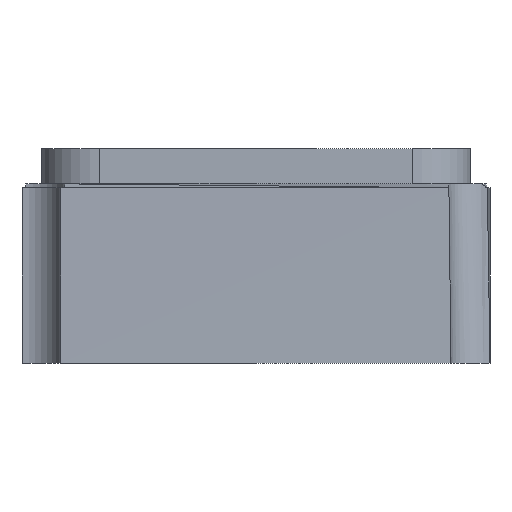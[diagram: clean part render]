
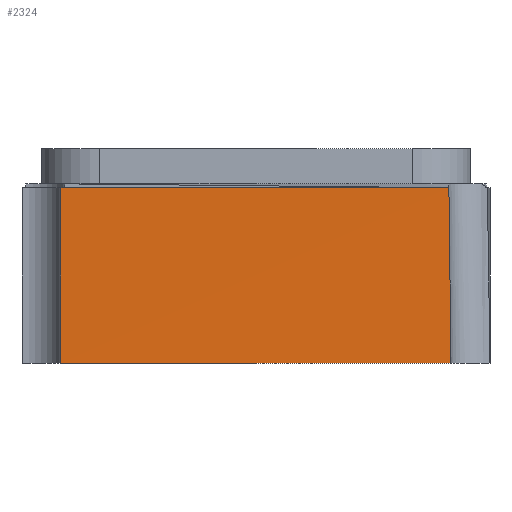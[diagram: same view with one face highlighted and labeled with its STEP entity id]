
A CAD part, left-side view. The second image highlights one B-rep face of the part: STEP entity #2324.
In plain terms, the highlighted planar face has unit normal (-1, 0, 0).
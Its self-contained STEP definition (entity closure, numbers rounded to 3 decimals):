
#143=LINE('',#3668,#237);
#147=LINE('',#3678,#241);
#148=LINE('',#3680,#242);
#149=LINE('',#3682,#243);
#237=VECTOR('',#2714,1000.);
#241=VECTOR('',#2724,1000.);
#242=VECTOR('',#2727,1000.);
#243=VECTOR('',#2728,1000.);
#708=ORIENTED_EDGE('',*,*,#974,.T.);
#709=ORIENTED_EDGE('',*,*,#973,.F.);
#710=ORIENTED_EDGE('',*,*,#968,.F.);
#711=ORIENTED_EDGE('',*,*,#975,.T.);
#968=EDGE_CURVE('',#1140,#1129,#143,.T.);
#973=EDGE_CURVE('',#1129,#1143,#147,.T.);
#974=EDGE_CURVE('',#1144,#1143,#148,.T.);
#975=EDGE_CURVE('',#1140,#1144,#149,.T.);
#1129=VERTEX_POINT('',#3630);
#1140=VERTEX_POINT('',#3667);
#1143=VERTEX_POINT('',#3677);
#1144=VERTEX_POINT('',#3681);
#1379=EDGE_LOOP('',(#708,#709,#710,#711));
#1486=FACE_BOUND('',#1379,.T.);
#1563=PLANE('',#2433);
#2324=ADVANCED_FACE('',(#1486),#1563,.F.);
#2433=AXIS2_PLACEMENT_3D('',#3679,#2725,#2726);
#2714=DIRECTION('',(0.,-1.,0.));
#2724=DIRECTION('',(0.,0.,-1.));
#2725=DIRECTION('',(1.,0.,0.));
#2726=DIRECTION('',(0.,0.,-1.));
#2727=DIRECTION('',(0.,-1.,0.));
#2728=DIRECTION('',(0.,0.,-1.));
#3630=CARTESIAN_POINT('',(-0.994,-0.495,0.45));
#3667=CARTESIAN_POINT('',(-1.,0.5,0.45));
#3668=CARTESIAN_POINT('',(-1.,0.5,0.45));
#3677=CARTESIAN_POINT('',(-1.,-0.5,0.));
#3678=CARTESIAN_POINT('',(-1.,-0.5,0.45));
#3679=CARTESIAN_POINT('',(-1.,0.5,0.45));
#3680=CARTESIAN_POINT('',(-1.,0.5,0.));
#3681=CARTESIAN_POINT('',(-1.,0.5,0.));
#3682=CARTESIAN_POINT('',(-1.,0.5,0.45));
